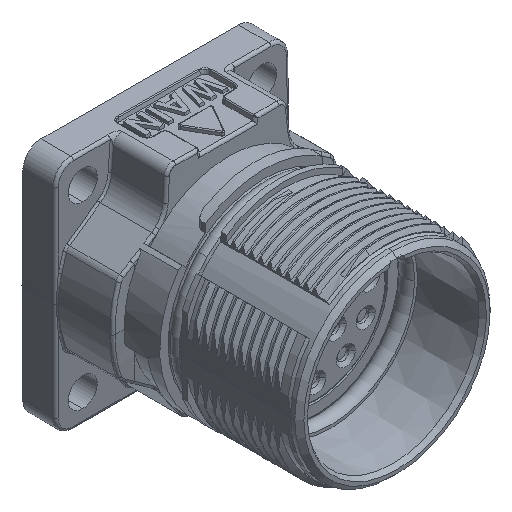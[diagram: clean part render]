
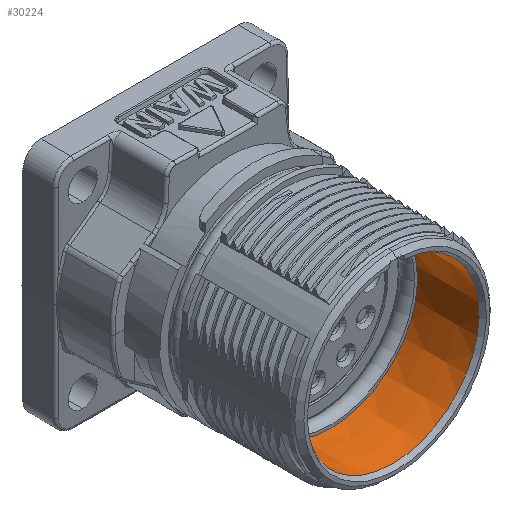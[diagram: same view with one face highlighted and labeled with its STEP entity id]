
A CAD part, isometric view. The second image highlights one B-rep face of the part: STEP entity #30224.
In plain terms, the highlighted conical face has half-angle 0.2 degrees and reference radius 9.568 mm.
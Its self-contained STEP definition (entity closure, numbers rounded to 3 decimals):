
#7423=CARTESIAN_POINT('',(0.,-9.012,0.));
#7424=DIRECTION('',(0.,1.,0.));
#7425=DIRECTION('',(0.09,0.,0.996));
#7426=AXIS2_PLACEMENT_3D('',#7423,#7424,#7425);
#7428=CARTESIAN_POINT('',(0.,-9.012,0.));
#7429=DIRECTION('',(0.,1.,0.));
#7430=DIRECTION('',(0.,0.,-1.));
#7431=AXIS2_PLACEMENT_3D('',#7428,#7429,#7430);
#7456=CARTESIAN_POINT('',(0.86,-9.012,
9.517));
#7457=CARTESIAN_POINT('',(0.871,-11.275,
9.524));
#7458=CARTESIAN_POINT('',(0.882,-13.537,
9.531));
#7459=CARTESIAN_POINT('',(0.893,-15.8,
9.538));
#7461=CARTESIAN_POINT('',(0.,-15.8,0.));
#7462=DIRECTION('',(0.,1.,0.));
#7463=DIRECTION('',(0.093,0.,0.996));
#7464=AXIS2_PLACEMENT_3D('',#7461,#7462,#7463);
#7466=CARTESIAN_POINT('',(0.,-15.8,0.));
#7467=DIRECTION('',(0.,1.,0.));
#7468=DIRECTION('',(0.,0.,-1.));
#7469=AXIS2_PLACEMENT_3D('',#7466,#7467,#7468);
#7471=CARTESIAN_POINT('',(-0.893,-15.8,
9.538));
#7472=CARTESIAN_POINT('',(-0.882,-13.537,
9.531));
#7473=CARTESIAN_POINT('',(-0.871,-11.275,
9.524));
#7474=CARTESIAN_POINT('',(-0.86,-9.012,
9.517));
#12648=CARTESIAN_POINT('',(-0.86,-9.012,
9.517));
#12649=VERTEX_POINT('',#12648);
#12650=VERTEX_POINT('',#7471);
#12654=CARTESIAN_POINT('',(0.86,-9.012,
9.517));
#12655=CARTESIAN_POINT('',(0.,-9.012,
-9.556));
#12656=VERTEX_POINT('',#12654);
#12657=VERTEX_POINT('',#12655);
#12662=VERTEX_POINT('',#7459);
#12663=CARTESIAN_POINT('',(0.,-15.8,-9.579));
#12664=VERTEX_POINT('',#12663);
#30208=CARTESIAN_POINT('',(0.,-12.406,0.));
#30209=DIRECTION('',(0.,-1.,0.));
#30210=DIRECTION('',(0.,0.,-1.));
#30211=AXIS2_PLACEMENT_3D('',#30208,#30209,#30210);
#30212=CONICAL_SURFACE('',#30211,9.567,0.2);
#30213=ORIENTED_EDGE('',*,*,#30181,.F.);
#30214=ORIENTED_EDGE('',*,*,#30179,.F.);
#30216=ORIENTED_EDGE('',*,*,#30215,.T.);
#30218=ORIENTED_EDGE('',*,*,#30217,.T.);
#30220=ORIENTED_EDGE('',*,*,#30219,.T.);
#30221=ORIENTED_EDGE('',*,*,#30154,.T.);
#30222=EDGE_LOOP('',(#30213,#30214,#30216,#30218,#30220,#30221));
#30223=FACE_OUTER_BOUND('',#30222,.F.);
#7427=CIRCLE('',#7426,9.556);
#7432=CIRCLE('',#7431,9.556);
#7460=B_SPLINE_CURVE_WITH_KNOTS('',3,(#7456,#7457,#7458,#7459),.UNSPECIFIED.,
.F.,.F.,(4,4),(0.,1.),.UNSPECIFIED.);
#7465=CIRCLE('',#7464,9.579);
#7470=CIRCLE('',#7469,9.579);
#7475=B_SPLINE_CURVE_WITH_KNOTS('',3,(#7471,#7472,#7473,#7474),.UNSPECIFIED.,
.F.,.F.,(4,4),(0.,1.),.UNSPECIFIED.);
#30154=EDGE_CURVE('',#12650,#12649,#7475,.T.);
#30179=EDGE_CURVE('',#12656,#12657,#7427,.T.);
#30181=EDGE_CURVE('',#12657,#12649,#7432,.T.);
#30215=EDGE_CURVE('',#12656,#12662,#7460,.T.);
#30217=EDGE_CURVE('',#12662,#12664,#7465,.T.);
#30219=EDGE_CURVE('',#12664,#12650,#7470,.T.);
#30224=ADVANCED_FACE('',(#30223),#30212,.F.);
